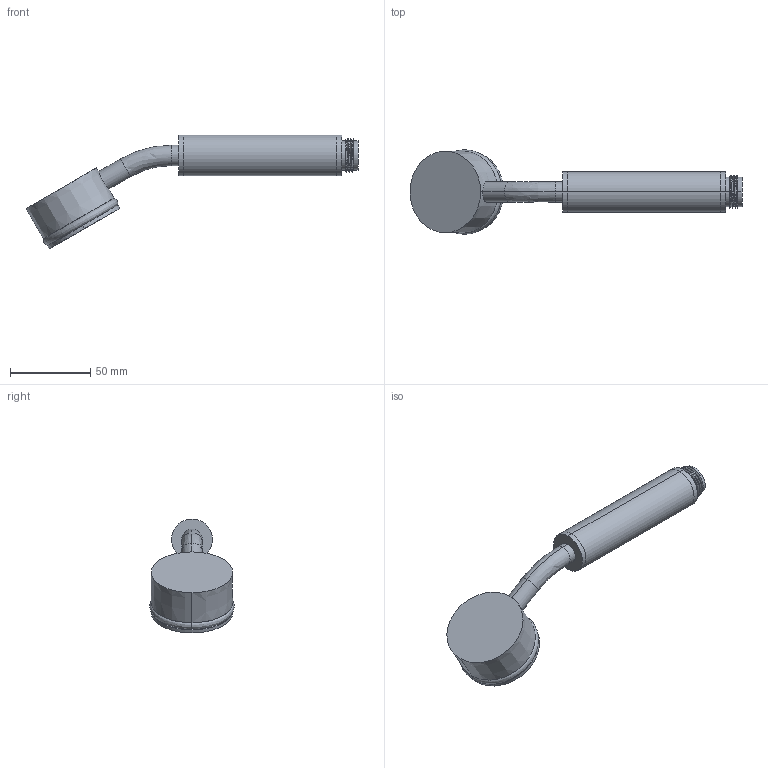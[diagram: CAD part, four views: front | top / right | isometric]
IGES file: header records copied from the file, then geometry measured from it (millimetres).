
Start section:  PTC IGES file: 50489.igs
Global section: file name: 50489.igs; native system: Creo Parametric by PTC Inc.; preprocessor: 2018400; author: jinson.thomas; organization: Unknown; date: 20201211.101826; units: inch
Bounding box: 206.93 x 52.58 x 70.99 mm (x, y, z)
Volume: 119780.5 mm3; surface area: 22314.7 mm2
Topology: 1 solids, 4 shells, 217 faces, 442 edges, 292 vertices
Faces by surface type: revolution 143, bspline 74
